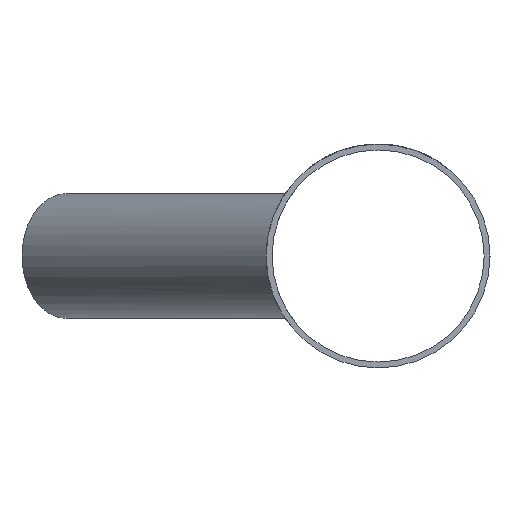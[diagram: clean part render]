
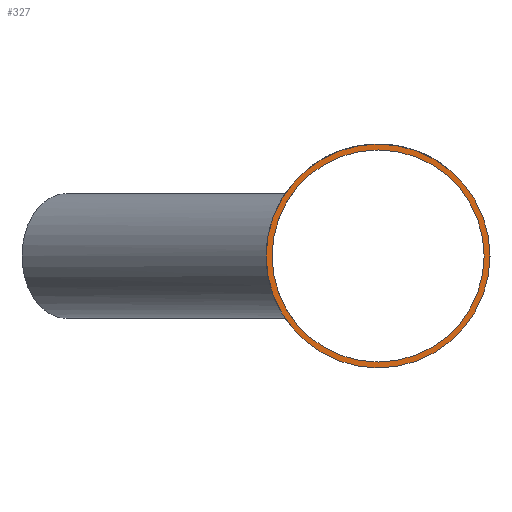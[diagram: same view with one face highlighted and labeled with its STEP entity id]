
A CAD part, left-side view. The second image highlights one B-rep face of the part: STEP entity #327.
In plain terms, the highlighted planar face has unit normal (-1, 0, 0).
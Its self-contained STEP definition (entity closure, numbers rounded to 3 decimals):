
#327 = ADVANCED_FACE ( 'NONE', ( #15171, #25056 ), #3355, .T. ) ;
#2031 = CIRCLE ( 'NONE', #2082, 36.05 ) ;
#2082 = AXIS2_PLACEMENT_3D ( 'NONE', #12421, #4658, #20257 ) ;
#2340 = ORIENTED_EDGE ( 'NONE', *, *, #23124, .F. ) ;
#3207 = EDGE_LOOP ( 'NONE', ( #9001 ) ) ;
#3355 = PLANE ( 'NONE',  #6406 ) ;
#4001 = CIRCLE ( 'NONE', #10114, 38.05 ) ;
#4658 = DIRECTION ( 'NONE',  ( -1., 0., 0. ) ) ;
#6406 = AXIS2_PLACEMENT_3D ( 'NONE', #21107, #25587, #13609 ) ;
#8140 = VERTEX_POINT ( 'NONE', #18908 ) ;
#8327 = EDGE_LOOP ( 'NONE', ( #2340 ) ) ;
#9001 = ORIENTED_EDGE ( 'NONE', *, *, #20106, .T. ) ;
#10114 = AXIS2_PLACEMENT_3D ( 'NONE', #18877, #24541, #12970 ) ;
#12421 = CARTESIAN_POINT ( 'NONE',  ( -105., 0., 0. ) ) ;
#12842 = CARTESIAN_POINT ( 'NONE',  ( -105., 0., 36.05 ) ) ;
#12970 = DIRECTION ( 'NONE',  ( 0., 0., 1. ) ) ;
#13609 = DIRECTION ( 'NONE',  ( 0., 0., 1. ) ) ;
#15171 = FACE_BOUND ( 'NONE', #8327, .T. ) ;
#18344 = VERTEX_POINT ( 'NONE', #12842 ) ;
#18877 = CARTESIAN_POINT ( 'NONE',  ( -105., 0., 0. ) ) ;
#18908 = CARTESIAN_POINT ( 'NONE',  ( -105., 0., 38.05 ) ) ;
#20106 = EDGE_CURVE ( 'NONE', #8140, #8140, #4001, .T. ) ;
#20257 = DIRECTION ( 'NONE',  ( 0., 0., 1. ) ) ;
#21107 = CARTESIAN_POINT ( 'NONE',  ( -105., 0., 0. ) ) ;
#23124 = EDGE_CURVE ( 'NONE', #18344, #18344, #2031, .T. ) ;
#24541 = DIRECTION ( 'NONE',  ( -1., 0., 0. ) ) ;
#25056 = FACE_OUTER_BOUND ( 'NONE', #3207, .T. ) ;
#25587 = DIRECTION ( 'NONE',  ( -1., 0., 0. ) ) ;
